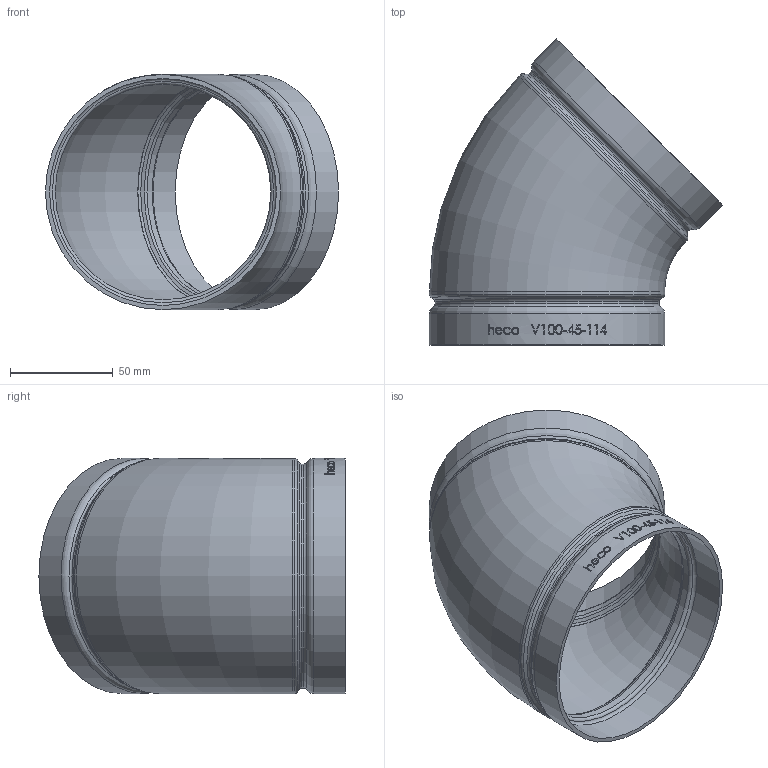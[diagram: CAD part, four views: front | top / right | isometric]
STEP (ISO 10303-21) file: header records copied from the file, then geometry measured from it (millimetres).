
FILE_DESCRIPTION (( 'STEP AP214' ), '1' );
FILE_NAME ('V100-45-114-x Typ E491 DN100 400 Ø114,3 1812.STEP', '2018-12-13T13:15:38', ( '' ), ( '' ), 'SwSTEP 2.0', 'SolidWorks 2016', '' );
FILE_SCHEMA (( 'AUTOMOTIVE_DESIGN' ));
Length unit declared in the file: inch
Products named in the file (1): V100-45-114-x Typ E491 DN100 400 Ø114,3 1812
Bounding box: 142.46 x 148.81 x 114.32 mm (x, y, z)
Volume: 90258 mm3; surface area: 91138 mm2
Topology: 1 solids, 1 shells, 196 faces, 500 edges, 327 vertices
Faces by surface type: bspline 77, plane 64, cylinder 33, torus 18, cone 4
Full cylindrical faces by diameter (mm): 104.841 x2, 108.839 x2, 110.302 x4, 114.3 x4
Entity records: 19777 total; most frequent: CARTESIAN_POINT 13827, ORIENTED_EDGE 906, DIRECTION 554, EDGE_CURVE 453, VERTEX_POINT 314, EDGE_LOOP 253, B_SPLINE_CURVE_WITH_KNOTS 247, AXIS2_PLACEMENT_3D 228
